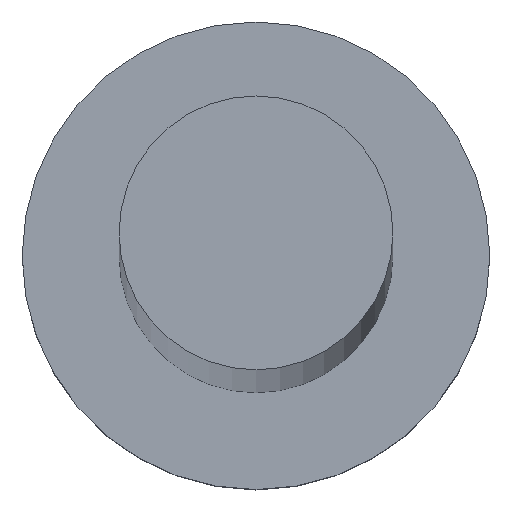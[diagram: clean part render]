
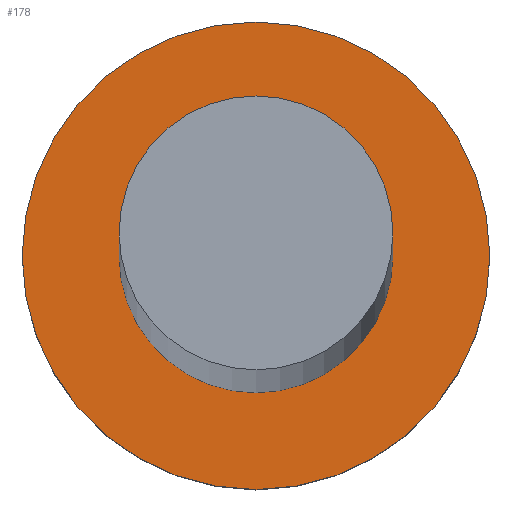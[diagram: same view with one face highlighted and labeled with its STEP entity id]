
A CAD part, top view. The second image highlights one B-rep face of the part: STEP entity #178.
In plain terms, the highlighted planar face has unit normal (0, 0, 1).
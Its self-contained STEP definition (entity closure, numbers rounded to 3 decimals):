
#8 = VERTEX_POINT ( 'NONE', #32 ) ;
#9 = EDGE_LOOP ( 'NONE', ( #69, #182 ) ) ;
#17 = DIRECTION ( 'NONE',  ( 0., 0., 1. ) ) ;
#19 = CARTESIAN_POINT ( 'NONE',  ( 0., 0., 6.5 ) ) ;
#32 = CARTESIAN_POINT ( 'NONE',  ( -4.1, 0., 6.5 ) ) ;
#35 = AXIS2_PLACEMENT_3D ( 'NONE', #235, #209, #142 ) ;
#40 = CIRCLE ( 'NONE', #107, 4.1 ) ;
#60 = EDGE_CURVE ( 'NONE', #86, #155, #195, .T. ) ;
#61 = AXIS2_PLACEMENT_3D ( 'NONE', #101, #193, #194 ) ;
#65 = CIRCLE ( 'NONE', #35, 7. ) ;
#69 = ORIENTED_EDGE ( 'NONE', *, *, #60, .T. ) ;
#72 = AXIS2_PLACEMENT_3D ( 'NONE', #202, #94, #223 ) ;
#86 = VERTEX_POINT ( 'NONE', #233 ) ;
#89 = AXIS2_PLACEMENT_3D ( 'NONE', #19, #157, #99 ) ;
#94 = DIRECTION ( 'NONE',  ( 0., 0., 1. ) ) ;
#99 = DIRECTION ( 'NONE',  ( 1., 0., 0. ) ) ;
#101 = CARTESIAN_POINT ( 'NONE',  ( 0., 0., 6.5 ) ) ;
#107 = AXIS2_PLACEMENT_3D ( 'NONE', #122, #17, #251 ) ;
#116 = EDGE_LOOP ( 'NONE', ( #221, #249 ) ) ;
#118 = FACE_OUTER_BOUND ( 'NONE', #9, .T. ) ;
#120 = CARTESIAN_POINT ( 'NONE',  ( 4.1, 0., 6.5 ) ) ;
#122 = CARTESIAN_POINT ( 'NONE',  ( 0., 0., 6.5 ) ) ;
#128 = VERTEX_POINT ( 'NONE', #120 ) ;
#135 = CIRCLE ( 'NONE', #61, 4.1 ) ;
#138 = EDGE_CURVE ( 'NONE', #155, #86, #65, .T. ) ;
#142 = DIRECTION ( 'NONE',  ( 1., 0., 0. ) ) ;
#155 = VERTEX_POINT ( 'NONE', #192 ) ;
#157 = DIRECTION ( 'NONE',  ( 0., 0., 1. ) ) ;
#169 = FACE_BOUND ( 'NONE', #116, .T. ) ;
#170 = PLANE ( 'NONE',  #89 ) ;
#175 = EDGE_CURVE ( 'NONE', #128, #8, #135, .T. ) ;
#178 = ADVANCED_FACE ( 'NONE', ( #169, #118 ), #170, .T. ) ;
#182 = ORIENTED_EDGE ( 'NONE', *, *, #138, .T. ) ;
#192 = CARTESIAN_POINT ( 'NONE',  ( 7., 0., 6.5 ) ) ;
#193 = DIRECTION ( 'NONE',  ( 0., 0., 1. ) ) ;
#194 = DIRECTION ( 'NONE',  ( 1., 0., 0. ) ) ;
#195 = CIRCLE ( 'NONE', #72, 7. ) ;
#198 = EDGE_CURVE ( 'NONE', #8, #128, #40, .T. ) ;
#202 = CARTESIAN_POINT ( 'NONE',  ( 0., 0., 6.5 ) ) ;
#209 = DIRECTION ( 'NONE',  ( 0., 0., 1. ) ) ;
#221 = ORIENTED_EDGE ( 'NONE', *, *, #198, .F. ) ;
#223 = DIRECTION ( 'NONE',  ( 1., 0., 0. ) ) ;
#233 = CARTESIAN_POINT ( 'NONE',  ( -7., 0., 6.5 ) ) ;
#235 = CARTESIAN_POINT ( 'NONE',  ( 0., 0., 6.5 ) ) ;
#249 = ORIENTED_EDGE ( 'NONE', *, *, #175, .F. ) ;
#251 = DIRECTION ( 'NONE',  ( 1., 0., 0. ) ) ;
